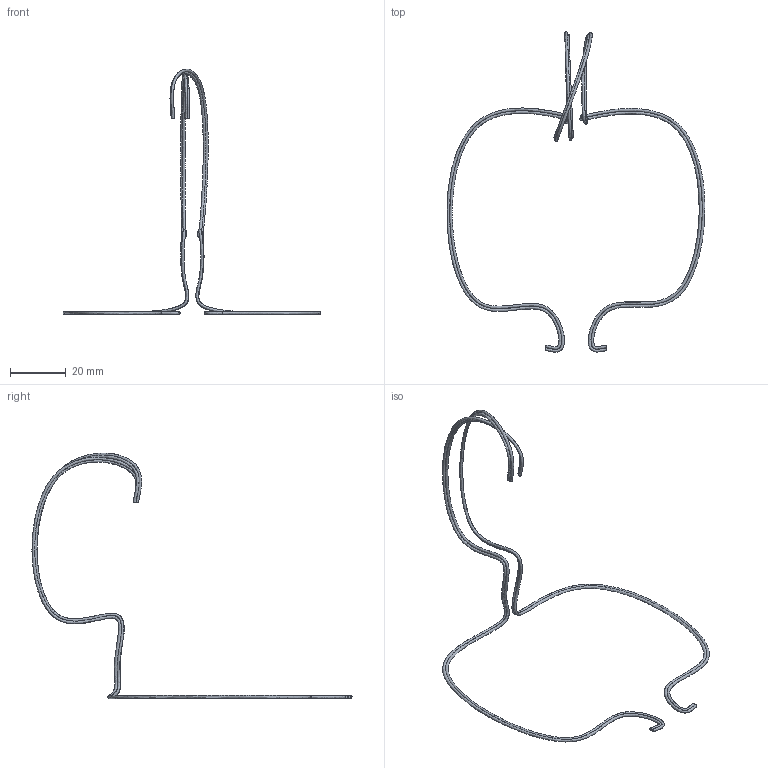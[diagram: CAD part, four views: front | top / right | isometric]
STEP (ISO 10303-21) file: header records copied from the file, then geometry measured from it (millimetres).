
FILE_DESCRIPTION( ( '' ), ' ' );
FILE_NAME( '5e2f051e217f9614a9e3a1df.step', '2020-01-27T15:43:26', ( '' ), ( '' ), ' ', ' ', ' ' );
FILE_SCHEMA( ( 'AUTOMOTIVE_DESIGN { 1 0 10303 214 1 1 1 1 }' ) );
Length unit declared in the file: metre
Products named in the file (4): BBM M0 Black Wire; BBM M0 Red Wire; BBM M1 Black Wire; BBM M1 Red Wire
Bounding box: 92.88 x 115.28 x 88.58 mm (x, y, z)
Volume: 927.5 mm3; surface area: 3729 mm2
Topology: 4 solids, 4 shells, 12 faces, 12 edges, 8 vertices
Faces by surface type: plane 8, bspline 4
Entity records: 3294 total; most frequent: CARTESIAN_POINT 2996, DIRECTION 40, AXIS2_PLACEMENT_3D 20, FACE_OUTER_BOUND 16, EDGE_LOOP 16, ORIENTED_EDGE 16, STYLED_ITEM 12, PRESENTATION_STYLE_ASSIGNMENT 12
